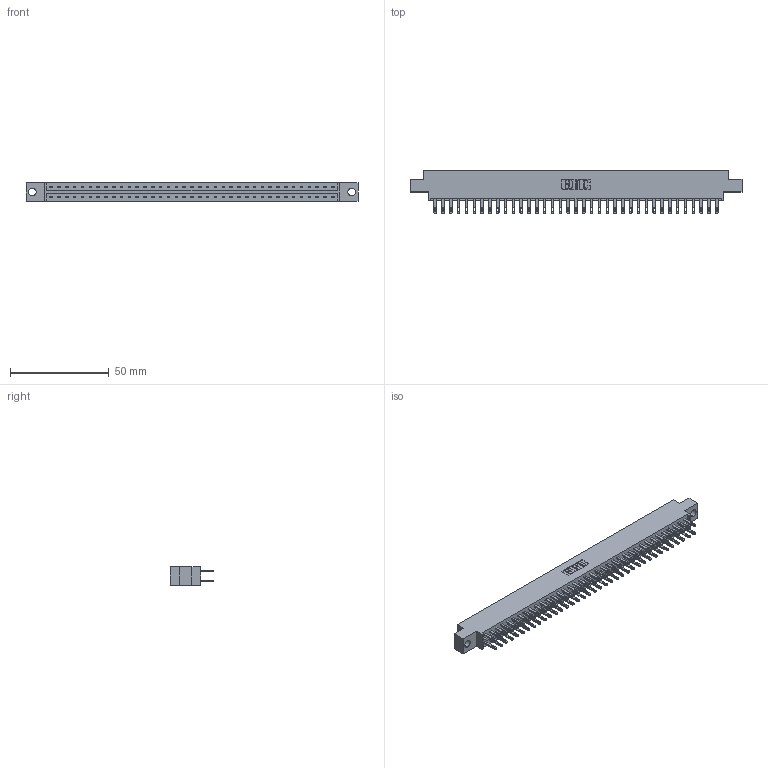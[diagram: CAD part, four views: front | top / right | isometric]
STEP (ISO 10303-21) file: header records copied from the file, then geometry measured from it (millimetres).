
FILE_DESCRIPTION (( 'STEP AP203' ), '1' );
FILE_NAME ('833-074-500-804.STEP', '2020-06-05T15:27:21', ( '' ), ( '' ), 'SwSTEP 2.0', 'SolidWorks 2020', '' );
FILE_SCHEMA (( 'CONFIG_CONTROL_DESIGN' ));
Length unit declared in the file: inch
Products named in the file (3): 345-292-001_345-293-100; 833-074-500-804; 833 Part_Offset - .156 Dia - TH
Assembly tree (75 placements, depth 2):
  833-074-500-804
    833 Part_Offset - .156 Dia - TH
    345-292-001_345-293-100  x74
Bounding box: 168.15 x 21.85 x 9.4 mm (x, y, z)
Volume: 17030.7 mm3; surface area: 20915.3 mm2
Topology: 75 solids, 75 shells, 3670 faces, 11201 edges, 7466 vertices
Faces by surface type: plane 2294, cylinder 1376
Entity records: 24515 total; most frequent: CARTESIAN_POINT 4070, ORIENTED_EDGE 4006, DIRECTION 3487, EDGE_CURVE 2003, LINE 1871, VECTOR 1871, VERTEX_POINT 1334, AXIS2_PLACEMENT_3D 808
